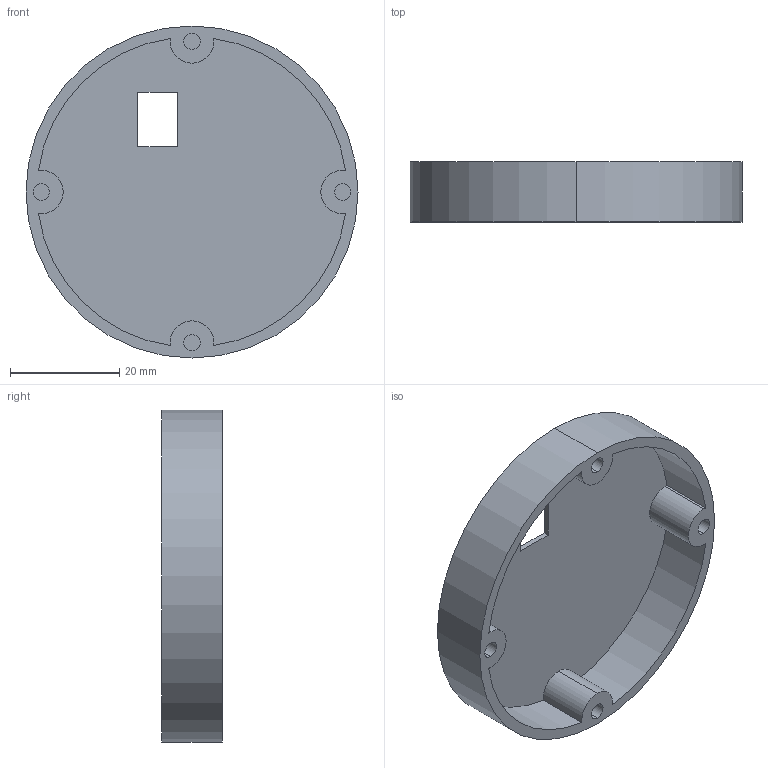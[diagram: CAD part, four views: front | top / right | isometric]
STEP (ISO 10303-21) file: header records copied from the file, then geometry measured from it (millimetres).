
FILE_DESCRIPTION (( 'STEP AP203' ), '1' );
FILE_NAME ('04_camera_lid_v2.step', '2020-08-13T11:37:05', ( '' ), ( '' ), 'SwSTEP 2.0', 'SolidWorks 2020', '' );
FILE_SCHEMA (( 'CONFIG_CONTROL_DESIGN' ));
Length unit declared in the file: millimetre
Products named in the file (1): 04_camera_lid_v2
Bounding box: 60.81 x 11 x 60.81 mm (x, y, z)
Volume: 7475.4 mm3; surface area: 10188.4 mm2
Topology: 1 solids, 1 shells, 34 faces, 81 edges, 54 vertices
Faces by surface type: cylinder 23, plane 11
Entity records: 1092 total; most frequent: DIRECTION 197, CARTESIAN_POINT 170, ORIENTED_EDGE 162, EDGE_CURVE 81, AXIS2_PLACEMENT_3D 81, VERTEX_POINT 54, CIRCLE 46, EDGE_LOOP 41
